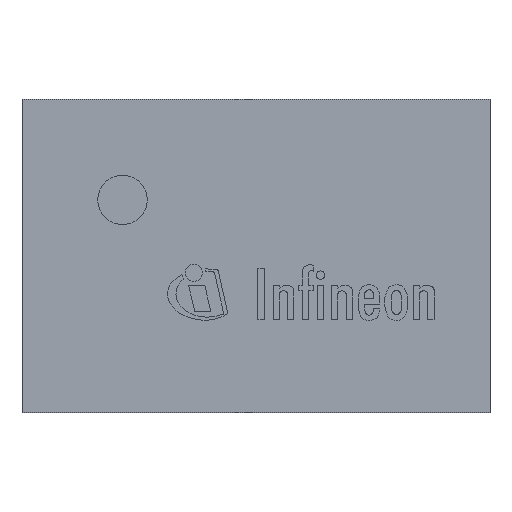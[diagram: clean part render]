
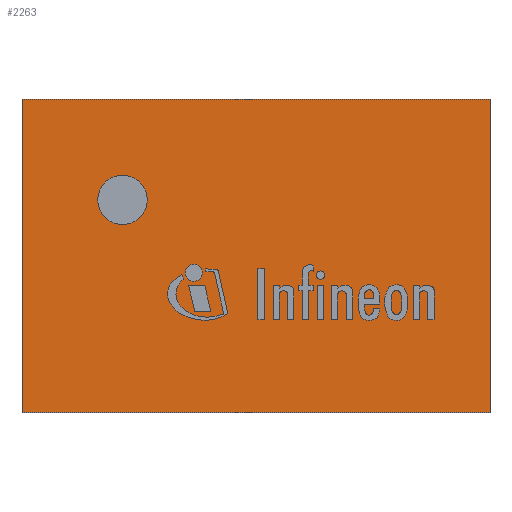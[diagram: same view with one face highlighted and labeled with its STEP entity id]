
A CAD part, top view. The second image highlights one B-rep face of the part: STEP entity #2263.
In plain terms, the highlighted planar face has unit normal (0, 0, 1).
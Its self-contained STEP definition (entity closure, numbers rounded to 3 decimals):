
#134=LINE('',#3174,#388);
#137=LINE('',#3180,#391);
#140=LINE('',#3186,#394);
#143=LINE('',#3190,#397);
#388=VECTOR('',#2606,1.);
#391=VECTOR('',#2611,1.);
#394=VECTOR('',#2616,1.);
#397=VECTOR('',#2621,1.);
#645=PLANE('',#2444);
#761=FACE_BOUND('',#930,.T.);
#775=FACE_OUTER_BOUND('',#929,.T.);
#929=EDGE_LOOP('',(#1648,#1649,#1650,#1651));
#930=EDGE_LOOP('',(#1652));
#1084=CIRCLE('',#2437,0.075);
#1105=VERTEX_POINT('',#3162);
#1109=VERTEX_POINT('',#3171);
#1110=VERTEX_POINT('',#3173);
#1112=VERTEX_POINT('',#3179);
#1114=VERTEX_POINT('',#3185);
#1318=EDGE_CURVE('',#1105,#1105,#1084,.T.);
#1322=EDGE_CURVE('',#1110,#1109,#134,.T.);
#1325=EDGE_CURVE('',#1112,#1110,#137,.T.);
#1328=EDGE_CURVE('',#1114,#1112,#140,.T.);
#1331=EDGE_CURVE('',#1109,#1114,#143,.T.);
#1648=ORIENTED_EDGE('',*,*,#1331,.T.);
#1649=ORIENTED_EDGE('',*,*,#1328,.T.);
#1650=ORIENTED_EDGE('',*,*,#1325,.T.);
#1651=ORIENTED_EDGE('',*,*,#1322,.T.);
#1652=ORIENTED_EDGE('',*,*,#1318,.T.);
#2263=ADVANCED_FACE('',(#775,#761),#645,.T.);
#2437=AXIS2_PLACEMENT_3D('',#3163,#2596,#2597);
#2444=AXIS2_PLACEMENT_3D('',#3191,#2622,#2623);
#2596=DIRECTION('center_axis',(0.,0.,-1.));
#2597=DIRECTION('ref_axis',(0.,1.,0.));
#2606=DIRECTION('',(0.,-1.,0.));
#2611=DIRECTION('',(-1.,0.,0.));
#2616=DIRECTION('',(0.,1.,0.));
#2621=DIRECTION('',(1.,0.,0.));
#2622=DIRECTION('center_axis',(0.,0.,1.));
#2623=DIRECTION('ref_axis',(0.,-1.,0.));
#3162=CARTESIAN_POINT('',(-0.405,0.095,0.415));
#3163=CARTESIAN_POINT('Origin',(-0.405,0.17,0.415));
#3171=CARTESIAN_POINT('',(-0.71,-0.475,0.415));
#3173=CARTESIAN_POINT('',(-0.71,0.475,0.415));
#3174=CARTESIAN_POINT('',(-0.71,0.475,0.415));
#3179=CARTESIAN_POINT('',(0.71,0.475,0.415));
#3180=CARTESIAN_POINT('',(0.71,0.475,0.415));
#3185=CARTESIAN_POINT('',(0.71,-0.475,0.415));
#3186=CARTESIAN_POINT('',(0.71,-0.475,0.415));
#3190=CARTESIAN_POINT('',(-0.71,-0.475,0.415));
#3191=CARTESIAN_POINT('Origin',(0.,0.,0.415));
